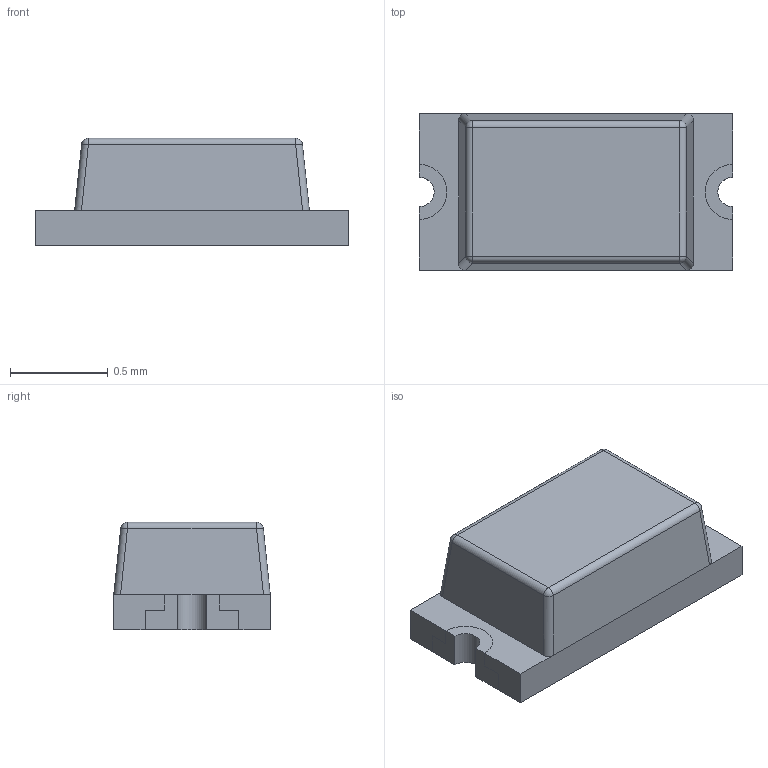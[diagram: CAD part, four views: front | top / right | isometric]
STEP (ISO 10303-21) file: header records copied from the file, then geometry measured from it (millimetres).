
FILE_DESCRIPTION (( 'STEP AP214' ), '1' );
FILE_NAME ('5973005507F.STEP', '2023-03-30T09:48:28', ( '' ), ( '' ), 'SwSTEP 2.0', 'SolidWorks 2022', '' );
FILE_SCHEMA (( 'AUTOMOTIVE_DESIGN' ));
Length unit declared in the file: millimetre
Products named in the file (1): 5973005507F
Bounding box: 1.6 x 0.8 x 0.55 mm (x, y, z)
Volume: 0.6 mm3; surface area: 6.5 mm2
Topology: 4 solids, 4 shells, 90 faces, 227 edges, 146 vertices
Faces by surface type: plane 61, cylinder 25, sphere 4
Entity records: 3214 total; most frequent: CARTESIAN_POINT 476, ORIENTED_EDGE 454, DIRECTION 451, EDGE_CURVE 227, VECTOR 177, LINE 177, VERTEX_POINT 146, AXIS2_PLACEMENT_3D 137
